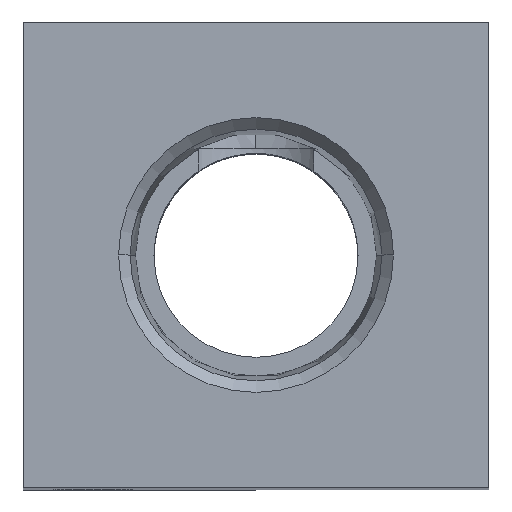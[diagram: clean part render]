
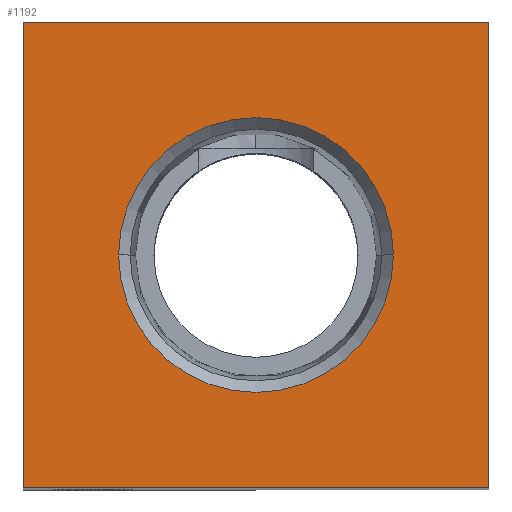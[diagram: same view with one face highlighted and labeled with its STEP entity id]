
A CAD part, top view. The second image highlights one B-rep face of the part: STEP entity #1192.
In plain terms, the highlighted planar face has unit normal (0, 0, 1).
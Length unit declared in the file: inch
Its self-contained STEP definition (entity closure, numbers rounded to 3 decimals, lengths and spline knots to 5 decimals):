
#26 = LINE ( 'NONE', #1959, #1280 ) ;
#64 = ORIENTED_EDGE ( 'NONE', *, *, #1341, .F. ) ;
#87 = VERTEX_POINT ( 'NONE', #2076 ) ;
#105 = EDGE_LOOP ( 'NONE', ( #479, #1020, #641, #1628 ) ) ;
#129 = CARTESIAN_POINT ( 'NONE',  ( -0.5, -0.5, 1.25 ) ) ;
#146 = CARTESIAN_POINT ( 'NONE',  ( 0.5, -0.5, 1.25 ) ) ;
#217 = CARTESIAN_POINT ( 'NONE',  ( 0.5, 0.5, 1.25 ) ) ;
#387 = CARTESIAN_POINT ( 'NONE',  ( -0.29487, 0., 1.25 ) ) ;
#408 = VECTOR ( 'NONE', #1918, 39.37008 ) ;
#479 = ORIENTED_EDGE ( 'NONE', *, *, #1017, .T. ) ;
#577 = VERTEX_POINT ( 'NONE', #758 ) ;
#641 = ORIENTED_EDGE ( 'NONE', *, *, #1218, .T. ) ;
#659 = AXIS2_PLACEMENT_3D ( 'NONE', #1745, #1710, #1736 ) ;
#679 = CARTESIAN_POINT ( 'NONE',  ( 0.5, 0.5, 1.25 ) ) ;
#758 = CARTESIAN_POINT ( 'NONE',  ( -0.5, 0.5, 1.25 ) ) ;
#761 = VERTEX_POINT ( 'NONE', #387 ) ;
#782 = CARTESIAN_POINT ( 'NONE',  ( 0., 0., 1.25 ) ) ;
#835 = PLANE ( 'NONE',  #1380 ) ;
#1002 = CIRCLE ( 'NONE', #659, 0.29487 ) ;
#1017 = EDGE_CURVE ( 'NONE', #577, #1474, #1730, .T. ) ;
#1020 = ORIENTED_EDGE ( 'NONE', *, *, #1288, .T. ) ;
#1088 = ORIENTED_EDGE ( 'NONE', *, *, #1228, .F. ) ;
#1135 = VERTEX_POINT ( 'NONE', #146 ) ;
#1156 = EDGE_CURVE ( 'NONE', #1895, #577, #1947, .T. ) ;
#1181 = LINE ( 'NONE', #1880, #1565 ) ;
#1192 = ADVANCED_FACE ( 'NONE', ( #1751, #1431 ), #835, .T. ) ;
#1211 = DIRECTION ( 'NONE',  ( -1., 0., 0. ) ) ;
#1218 = EDGE_CURVE ( 'NONE', #1135, #1895, #26, .T. ) ;
#1228 = EDGE_CURVE ( 'NONE', #761, #87, #1706, .T. ) ;
#1280 = VECTOR ( 'NONE', #1940, 39.37008 ) ;
#1288 = EDGE_CURVE ( 'NONE', #1474, #1135, #1181, .T. ) ;
#1333 = DIRECTION ( 'NONE',  ( 1., 0., 0. ) ) ;
#1341 = EDGE_CURVE ( 'NONE', #87, #761, #1002, .T. ) ;
#1380 = AXIS2_PLACEMENT_3D ( 'NONE', #782, #1925, #1927 ) ;
#1431 = FACE_OUTER_BOUND ( 'NONE', #105, .T. ) ;
#1474 = VERTEX_POINT ( 'NONE', #129 ) ;
#1487 = VECTOR ( 'NONE', #1211, 39.37008 ) ;
#1565 = VECTOR ( 'NONE', #1841, 39.37008 ) ;
#1602 = AXIS2_PLACEMENT_3D ( 'NONE', #2019, #2059, #1333 ) ;
#1628 = ORIENTED_EDGE ( 'NONE', *, *, #1156, .T. ) ;
#1706 = CIRCLE ( 'NONE', #1602, 0.29487 ) ;
#1710 = DIRECTION ( 'NONE',  ( 0., 0., 1. ) ) ;
#1730 = LINE ( 'NONE', #2071, #408 ) ;
#1736 = DIRECTION ( 'NONE',  ( 1., 0., 0. ) ) ;
#1745 = CARTESIAN_POINT ( 'NONE',  ( 0., 0., 1.25 ) ) ;
#1751 = FACE_BOUND ( 'NONE', #1913, .T. ) ;
#1841 = DIRECTION ( 'NONE',  ( 1., 0., 0. ) ) ;
#1880 = CARTESIAN_POINT ( 'NONE',  ( 0.5, -0.5, 1.25 ) ) ;
#1895 = VERTEX_POINT ( 'NONE', #679 ) ;
#1913 = EDGE_LOOP ( 'NONE', ( #64, #1088 ) ) ;
#1918 = DIRECTION ( 'NONE',  ( 0., -1., 0. ) ) ;
#1925 = DIRECTION ( 'NONE',  ( 0., 0., 1. ) ) ;
#1927 = DIRECTION ( 'NONE',  ( 1., 0., 0. ) ) ;
#1940 = DIRECTION ( 'NONE',  ( 0., 1., 0. ) ) ;
#1947 = LINE ( 'NONE', #217, #1487 ) ;
#1959 = CARTESIAN_POINT ( 'NONE',  ( 0.5, -0.5, 1.25 ) ) ;
#2019 = CARTESIAN_POINT ( 'NONE',  ( 0., 0., 1.25 ) ) ;
#2059 = DIRECTION ( 'NONE',  ( 0., 0., 1. ) ) ;
#2071 = CARTESIAN_POINT ( 'NONE',  ( -0.5, -0.5, 1.25 ) ) ;
#2076 = CARTESIAN_POINT ( 'NONE',  ( 0.29487, 0., 1.25 ) ) ;
